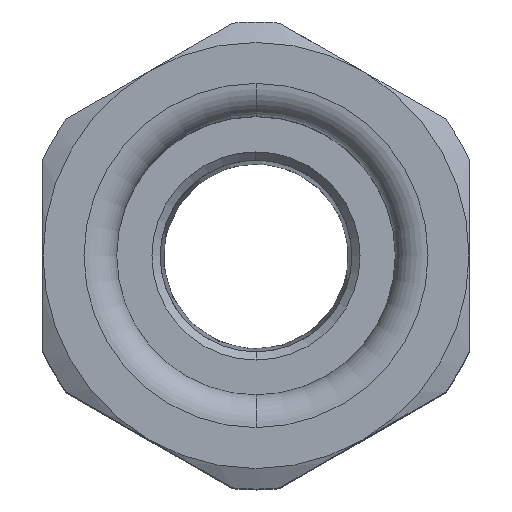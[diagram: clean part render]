
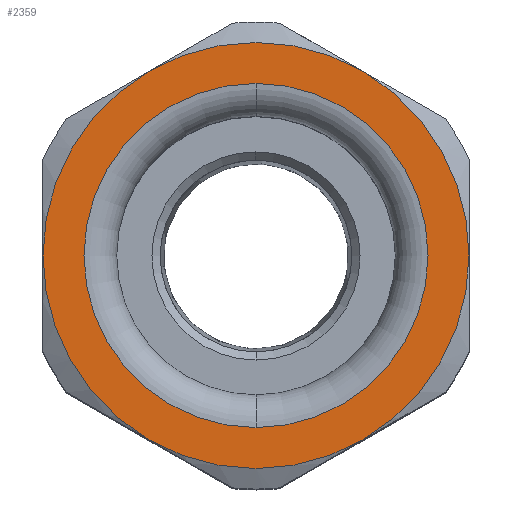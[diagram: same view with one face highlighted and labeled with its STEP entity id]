
A CAD part, top view. The second image highlights one B-rep face of the part: STEP entity #2359.
In plain terms, the highlighted planar face has unit normal (0, 0, 1).
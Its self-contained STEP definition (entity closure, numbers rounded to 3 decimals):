
#1152=AXIS2_PLACEMENT_3D('Circle Axis2P3D',#1150,#1151,$) ;
#1208=AXIS2_PLACEMENT_3D('Circle Axis2P3D',#1206,#1207,$) ;
#1284=AXIS2_PLACEMENT_3D('Circle Axis2P3D',#1282,#1283,$) ;
#1362=AXIS2_PLACEMENT_3D('Circle Axis2P3D',#1360,#1361,$) ;
#1444=AXIS2_PLACEMENT_3D('Circle Axis2P3D',#1442,#1443,$) ;
#1522=AXIS2_PLACEMENT_3D('Circle Axis2P3D',#1520,#1521,$) ;
#1560=AXIS2_PLACEMENT_3D('Circle Axis2P3D',#1558,#1559,$) ;
#1682=AXIS2_PLACEMENT_3D('Circle Axis2P3D',#1680,#1681,$) ;
#2329=AXIS2_PLACEMENT_3D('Plane Axis2P3D',#2326,#2327,#2328) ;
#2343=AXIS2_PLACEMENT_3D('Circle Axis2P3D',#2341,#2342,$) ;
#2352=AXIS2_PLACEMENT_3D('Circle Axis2P3D',#2350,#2351,$) ;
#1150=CARTESIAN_POINT('Axis2P3D Location',(13.,14.25,53.75)) ;
#1154=CARTESIAN_POINT('Vertex',(6.236,3.148,53.75)) ;
#1156=CARTESIAN_POINT('Vertex',(6.5,2.992,53.75)) ;
#1206=CARTESIAN_POINT('Axis2P3D Location',(13.,14.25,53.75)) ;
#1210=CARTESIAN_POINT('Vertex',(19.764,25.352,53.75)) ;
#1212=CARTESIAN_POINT('Vertex',(19.5,25.508,53.75)) ;
#1282=CARTESIAN_POINT('Axis2P3D Location',(13.,14.25,53.75)) ;
#1286=CARTESIAN_POINT('Vertex',(26.,14.25,53.75)) ;
#1355=CARTESIAN_POINT('Vertex',(6.5,25.508,53.75)) ;
#1360=CARTESIAN_POINT('Axis2P3D Location',(13.,14.25,53.75)) ;
#1437=CARTESIAN_POINT('Vertex',(0.,14.25,53.75)) ;
#1442=CARTESIAN_POINT('Axis2P3D Location',(13.,14.25,53.75)) ;
#1520=CARTESIAN_POINT('Axis2P3D Location',(13.,14.25,53.75)) ;
#1553=CARTESIAN_POINT('Vertex',(19.5,2.992,53.75)) ;
#1558=CARTESIAN_POINT('Axis2P3D Location',(13.,14.25,53.75)) ;
#1680=CARTESIAN_POINT('Axis2P3D Location',(13.,14.25,53.75)) ;
#2326=CARTESIAN_POINT('Axis2P3D Location',(13.,14.25,53.75)) ;
#2341=CARTESIAN_POINT('Axis2P3D Location',(13.,14.25,53.75)) ;
#2345=CARTESIAN_POINT('Vertex',(13.,24.75,53.75)) ;
#2347=CARTESIAN_POINT('Vertex',(13.,3.75,53.75)) ;
#2350=CARTESIAN_POINT('Axis2P3D Location',(13.,14.25,53.75)) ;
#1151=DIRECTION('Axis2P3D Direction',(0.,0.,-1.)) ;
#1207=DIRECTION('Axis2P3D Direction',(0.,0.,-1.)) ;
#1283=DIRECTION('Axis2P3D Direction',(0.,0.,-1.)) ;
#1361=DIRECTION('Axis2P3D Direction',(0.,0.,-1.)) ;
#1443=DIRECTION('Axis2P3D Direction',(0.,0.,-1.)) ;
#1521=DIRECTION('Axis2P3D Direction',(0.,0.,-1.)) ;
#1559=DIRECTION('Axis2P3D Direction',(0.,0.,-1.)) ;
#1681=DIRECTION('Axis2P3D Direction',(0.,0.,-1.)) ;
#2327=DIRECTION('Axis2P3D Direction',(0.,0.,-1.)) ;
#2328=DIRECTION('Axis2P3D XDirection',(0.,1.,0.)) ;
#2342=DIRECTION('Axis2P3D Direction',(0.,0.,-1.)) ;
#2351=DIRECTION('Axis2P3D Direction',(0.,0.,-1.)) ;
#2332=ORIENTED_EDGE('',*,*,#1684,.T.) ;
#2333=ORIENTED_EDGE('',*,*,#1288,.T.) ;
#2334=ORIENTED_EDGE('',*,*,#1214,.T.) ;
#2335=ORIENTED_EDGE('',*,*,#1364,.T.) ;
#2336=ORIENTED_EDGE('',*,*,#1446,.T.) ;
#2337=ORIENTED_EDGE('',*,*,#1524,.T.) ;
#2338=ORIENTED_EDGE('',*,*,#1158,.T.) ;
#2339=ORIENTED_EDGE('',*,*,#1562,.T.) ;
#2356=ORIENTED_EDGE('',*,*,#2349,.F.) ;
#2357=ORIENTED_EDGE('',*,*,#2354,.F.) ;
#2358=FACE_BOUND('',#2355,.T.) ;
#2359=ADVANCED_FACE('PartBody',(#2340,#2358),#2330,.F.) ;
#1153=CIRCLE('generated circle',#1152,13.) ;
#1209=CIRCLE('generated circle',#1208,13.) ;
#1285=CIRCLE('generated circle',#1284,13.) ;
#1363=CIRCLE('generated circle',#1362,13.) ;
#1445=CIRCLE('generated circle',#1444,13.) ;
#1523=CIRCLE('generated circle',#1522,13.) ;
#1561=CIRCLE('generated circle',#1560,13.) ;
#1683=CIRCLE('generated circle',#1682,13.) ;
#2344=CIRCLE('generated circle',#2343,10.5) ;
#2353=CIRCLE('generated circle',#2352,10.5) ;
#1158=EDGE_CURVE('',#1155,#1157,#1153,.F.) ;
#1214=EDGE_CURVE('',#1211,#1213,#1209,.F.) ;
#1288=EDGE_CURVE('',#1287,#1211,#1285,.F.) ;
#1364=EDGE_CURVE('',#1213,#1356,#1363,.F.) ;
#1446=EDGE_CURVE('',#1356,#1438,#1445,.F.) ;
#1524=EDGE_CURVE('',#1438,#1155,#1523,.F.) ;
#1562=EDGE_CURVE('',#1157,#1554,#1561,.F.) ;
#1684=EDGE_CURVE('',#1554,#1287,#1683,.F.) ;
#2349=EDGE_CURVE('',#2346,#2348,#2344,.F.) ;
#2354=EDGE_CURVE('',#2348,#2346,#2353,.F.) ;
#2331=EDGE_LOOP('',(#2332,#2333,#2334,#2335,#2336,#2337,#2338,#2339)) ;
#2355=EDGE_LOOP('',(#2356,#2357)) ;
#2340=FACE_OUTER_BOUND('',#2331,.T.) ;
#2330=PLANE('',#2329) ;
#1155=VERTEX_POINT('',#1154) ;
#1157=VERTEX_POINT('',#1156) ;
#1211=VERTEX_POINT('',#1210) ;
#1213=VERTEX_POINT('',#1212) ;
#1287=VERTEX_POINT('',#1286) ;
#1356=VERTEX_POINT('',#1355) ;
#1438=VERTEX_POINT('',#1437) ;
#1554=VERTEX_POINT('',#1553) ;
#2346=VERTEX_POINT('',#2345) ;
#2348=VERTEX_POINT('',#2347) ;
